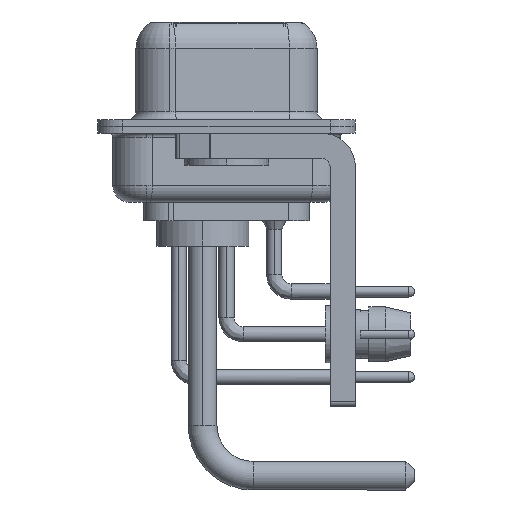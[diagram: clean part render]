
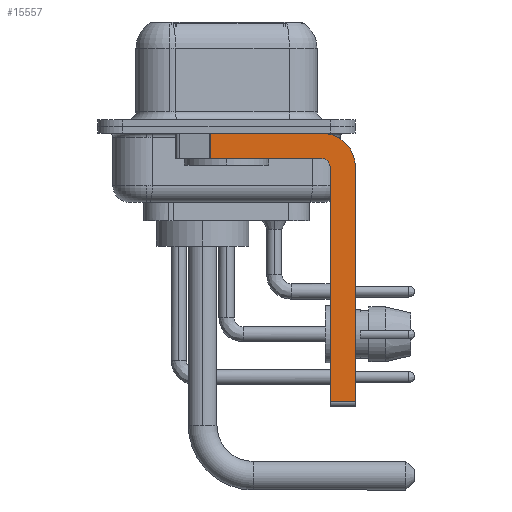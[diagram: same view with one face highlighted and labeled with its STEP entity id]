
A CAD part, left-side view. The second image highlights one B-rep face of the part: STEP entity #15557.
In plain terms, the highlighted planar face has unit normal (-1, 0, 0).
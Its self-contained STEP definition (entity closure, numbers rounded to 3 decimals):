
#676 = EDGE_CURVE ( 'NONE', #24555, #8153, #22383, .T. ) ;
#1099 = PLANE ( 'NONE',  #8139 ) ;
#1313 = LINE ( 'NONE', #21009, #6718 ) ;
#1706 = AXIS2_PLACEMENT_3D ( 'NONE', #18535, #7304, #29760 ) ;
#3148 = VERTEX_POINT ( 'NONE', #23738 ) ;
#3370 = LINE ( 'NONE', #34473, #16543 ) ;
#3918 = VECTOR ( 'NONE', #25331, 1000. ) ;
#4002 = LINE ( 'NONE', #4367, #8492 ) ;
#4367 = CARTESIAN_POINT ( 'NONE',  ( -2.9, -5.65, -1.9 ) ) ;
#4715 = AXIS2_PLACEMENT_3D ( 'NONE', #32033, #6810, #32210 ) ;
#4898 = CARTESIAN_POINT ( 'NONE',  ( -2.9, -5.65, -16.35 ) ) ;
#5251 = ORIENTED_EDGE ( 'NONE', *, *, #676, .T. ) ;
#5425 = EDGE_CURVE ( 'NONE', #18508, #3148, #27086, .T. ) ;
#6457 = CARTESIAN_POINT ( 'NONE',  ( -2.9, 3., -0.4 ) ) ;
#6718 = VECTOR ( 'NONE', #7006, 1000. ) ;
#6810 = DIRECTION ( 'NONE',  ( 1., 0., 0. ) ) ;
#7006 = DIRECTION ( 'NONE',  ( 0., 0., -1. ) ) ;
#7304 = DIRECTION ( 'NONE',  ( -1., 0., 0. ) ) ;
#7512 = DIRECTION ( 'NONE',  ( 0., 0., -1. ) ) ;
#7694 = VERTEX_POINT ( 'NONE', #24752 ) ;
#7821 = CARTESIAN_POINT ( 'NONE',  ( -2.9, 0.978, -1.9 ) ) ;
#8139 = AXIS2_PLACEMENT_3D ( 'NONE', #23911, #12885, #7512 ) ;
#8153 = VERTEX_POINT ( 'NONE', #8867 ) ;
#8216 = VERTEX_POINT ( 'NONE', #25267 ) ;
#8480 = ORIENTED_EDGE ( 'NONE', *, *, #5425, .F. ) ;
#8492 = VECTOR ( 'NONE', #29052, 1000. ) ;
#8505 = LINE ( 'NONE', #6457, #24422 ) ;
#8867 = CARTESIAN_POINT ( 'NONE',  ( -2.9, 0.978, -1.9 ) ) ;
#9077 = CARTESIAN_POINT ( 'NONE',  ( -2.9, -5.65, -0.4 ) ) ;
#10827 = EDGE_CURVE ( 'NONE', #32226, #8153, #4002, .T. ) ;
#11580 = EDGE_CURVE ( 'NONE', #24555, #18508, #8505, .T. ) ;
#12885 = DIRECTION ( 'NONE',  ( 1., 0., 0. ) ) ;
#14590 = ORIENTED_EDGE ( 'NONE', *, *, #10827, .F. ) ;
#15557 = ADVANCED_FACE ( 'NONE', ( #18562 ), #1099, .F. ) ;
#15779 = ORIENTED_EDGE ( 'NONE', *, *, #24721, .F. ) ;
#16543 = VECTOR ( 'NONE', #28955, 1000. ) ;
#18508 = VERTEX_POINT ( 'NONE', #9077 ) ;
#18535 = CARTESIAN_POINT ( 'NONE',  ( -2.9, -5.65, -2.4 ) ) ;
#18562 = FACE_OUTER_BOUND ( 'NONE', #27997, .T. ) ;
#18626 = ORIENTED_EDGE ( 'NONE', *, *, #24773, .T. ) ;
#19559 = VERTEX_POINT ( 'NONE', #25567 ) ;
#19918 = CIRCLE ( 'NONE', #1706, 0.5 ) ;
#20901 = CARTESIAN_POINT ( 'NONE',  ( -2.9, -5.65, -1.9 ) ) ;
#21009 = CARTESIAN_POINT ( 'NONE',  ( -2.9, -7.65, -2.4 ) ) ;
#22383 = LINE ( 'NONE', #7821, #3918 ) ;
#22599 = ORIENTED_EDGE ( 'NONE', *, *, #34456, .F. ) ;
#22677 = DIRECTION ( 'NONE',  ( 0., -1., 0. ) ) ;
#22918 = ORIENTED_EDGE ( 'NONE', *, *, #26811, .F. ) ;
#23738 = CARTESIAN_POINT ( 'NONE',  ( -2.9, -7.65, -2.4 ) ) ;
#23911 = CARTESIAN_POINT ( 'NONE',  ( -2.9, -5.65, -2.4 ) ) ;
#24422 = VECTOR ( 'NONE', #22677, 1000. ) ;
#24555 = VERTEX_POINT ( 'NONE', #34378 ) ;
#24721 = EDGE_CURVE ( 'NONE', #19559, #32226, #19918, .T. ) ;
#24752 = CARTESIAN_POINT ( 'NONE',  ( -2.9, -6.15, -16.35 ) ) ;
#24773 = EDGE_CURVE ( 'NONE', #7694, #8216, #30117, .T. ) ;
#25267 = CARTESIAN_POINT ( 'NONE',  ( -2.9, -7.65, -16.35 ) ) ;
#25331 = DIRECTION ( 'NONE',  ( 0., 0., -1. ) ) ;
#25567 = CARTESIAN_POINT ( 'NONE',  ( -2.9, -6.15, -2.4 ) ) ;
#26811 = EDGE_CURVE ( 'NONE', #7694, #19559, #3370, .T. ) ;
#27086 = CIRCLE ( 'NONE', #4715, 2. ) ;
#27997 = EDGE_LOOP ( 'NONE', ( #28292, #5251, #14590, #15779, #22918, #18626, #22599, #8480 ) ) ;
#28292 = ORIENTED_EDGE ( 'NONE', *, *, #11580, .F. ) ;
#28955 = DIRECTION ( 'NONE',  ( 0., 0., 1. ) ) ;
#29052 = DIRECTION ( 'NONE',  ( 0., 1., 0. ) ) ;
#29760 = DIRECTION ( 'NONE',  ( 0., 0., 1. ) ) ;
#30117 = LINE ( 'NONE', #4898, #33937 ) ;
#32033 = CARTESIAN_POINT ( 'NONE',  ( -2.9, -5.65, -2.4 ) ) ;
#32210 = DIRECTION ( 'NONE',  ( 0., 0., -1. ) ) ;
#32226 = VERTEX_POINT ( 'NONE', #20901 ) ;
#33248 = DIRECTION ( 'NONE',  ( 0., -1., 0. ) ) ;
#33937 = VECTOR ( 'NONE', #33248, 1000. ) ;
#34378 = CARTESIAN_POINT ( 'NONE',  ( -2.9, 0.978, -0.4 ) ) ;
#34456 = EDGE_CURVE ( 'NONE', #3148, #8216, #1313, .T. ) ;
#34473 = CARTESIAN_POINT ( 'NONE',  ( -2.9, -6.15, -16.6 ) ) ;
